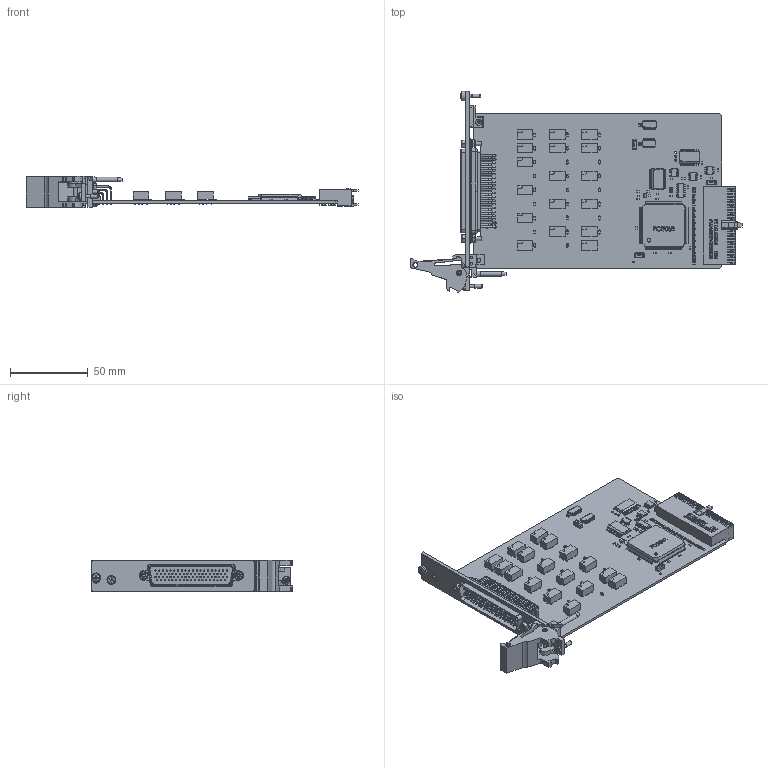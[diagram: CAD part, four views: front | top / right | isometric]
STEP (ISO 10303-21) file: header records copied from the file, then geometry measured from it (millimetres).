
FILE_DESCRIPTION (( 'STEP AP214' ), '1' );
FILE_NAME ('40-131-101 PXI 16 SPDT 2A EM.STEP', '2013-08-21T11:51:58', ( 'admin' ), ( '' ), 'SwSTEP 2.0', 'SolidWorks 2012', '' );
FILE_SCHEMA (( 'AUTOMOTIVE_DESIGN' ));
Length unit declared in the file: millimetre
Products named in the file (1): 40-131-101 PXI 16 SPDT 2A EM
Bounding box: 213.88 x 129.67 x 20 mm (x, y, z)
Surface area: 68453.1 mm2 (no closed solid volume)
Topology: 0 solids, 928 shells, 3834 faces, 15138 edges, 11755 vertices
Faces by surface type: plane 2668, cylinder 923, torus 176, cone 39, bspline 21, sphere 7
Full cylindrical faces by diameter (mm): 0.4 x136, 0.5 x1, 0.6 x188, 0.77 x151, 1.4 x23, 1.422 x7, 1.435 x1, 1.496 x2, 1.588 x11, 1.595 x5, 2 x6, 2.05 x3, 2.497 x1, 2.5 x6, 2.6 x1, 2.7 x1, 2.8 x1, 3 x3, 4.7 x1, 4.85 x2, 5 x5, 5.2 x2, 5.3 x1, 5.5 x2, 5.7 x1, 6 x1
Entity records: 205173 total; most frequent: CARTESIAN_POINT 43285, DIRECTION 24117, ORIENTED_EDGE 19143, EDGE_CURVE 14247, VERTEX_POINT 11622, LINE 10377, VECTOR 10377, AXIS2_PLACEMENT_3D 6870
